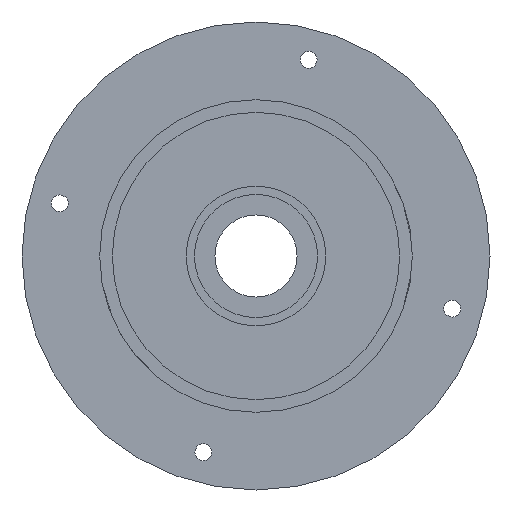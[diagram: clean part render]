
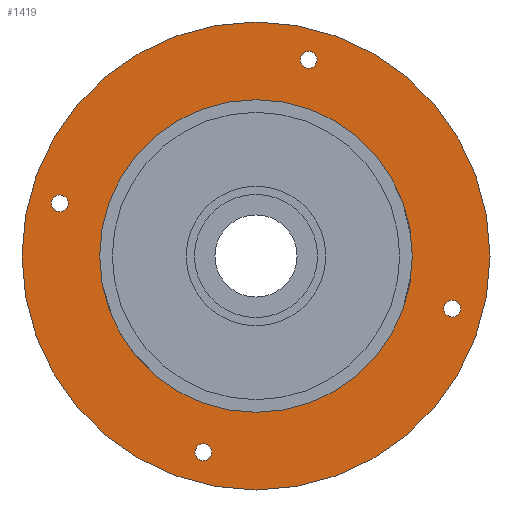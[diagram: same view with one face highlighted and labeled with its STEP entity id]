
A CAD part, front view. The second image highlights one B-rep face of the part: STEP entity #1419.
In plain terms, the highlighted planar face has unit normal (0, -1, 0).
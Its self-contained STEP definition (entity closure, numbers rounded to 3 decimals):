
#5 = FACE_BOUND ( 'NONE', #1273, .T. ) ;
#21 = AXIS2_PLACEMENT_3D ( 'NONE', #232, #1175, #456 ) ;
#54 = ORIENTED_EDGE ( 'NONE', *, *, #99, .T. ) ;
#70 = DIRECTION ( 'NONE',  ( 0., 1., 0. ) ) ;
#81 = CARTESIAN_POINT ( 'NONE',  ( 0., -30., 57. ) ) ;
#96 = EDGE_CURVE ( 'NONE', #653, #631, #997, .T. ) ;
#99 = EDGE_CURVE ( 'NONE', #775, #265, #1075, .T. ) ;
#111 = CARTESIAN_POINT ( 'NONE',  ( 12.812, -30., 47.813 ) ) ;
#125 = DIRECTION ( 'NONE',  ( 0., 0., -1. ) ) ;
#142 = CARTESIAN_POINT ( 'NONE',  ( 0., -30., -57. ) ) ;
#160 = ORIENTED_EDGE ( 'NONE', *, *, #1142, .T. ) ;
#169 = CARTESIAN_POINT ( 'NONE',  ( 0., -30., 0. ) ) ;
#174 = CARTESIAN_POINT ( 'NONE',  ( -47.813, -30., 10.762 ) ) ;
#214 = VERTEX_POINT ( 'NONE', #142 ) ;
#217 = VERTEX_POINT ( 'NONE', #1074 ) ;
#232 = CARTESIAN_POINT ( 'NONE',  ( -57., -30., 0. ) ) ;
#233 = AXIS2_PLACEMENT_3D ( 'NONE', #244, #1302, #125 ) ;
#244 = CARTESIAN_POINT ( 'NONE',  ( 0., -30., 0. ) ) ;
#265 = VERTEX_POINT ( 'NONE', #1440 ) ;
#303 = DIRECTION ( 'NONE',  ( 0., 1., 0. ) ) ;
#317 = FACE_BOUND ( 'NONE', #713, .T. ) ;
#319 = AXIS2_PLACEMENT_3D ( 'NONE', #402, #856, #979 ) ;
#339 = ORIENTED_EDGE ( 'NONE', *, *, #96, .F. ) ;
#350 = DIRECTION ( 'NONE',  ( 0., 1., 0. ) ) ;
#354 = DIRECTION ( 'NONE',  ( 0., 0., 1. ) ) ;
#367 = PLANE ( 'NONE',  #21 ) ;
#369 = AXIS2_PLACEMENT_3D ( 'NONE', #1357, #303, #1246 ) ;
#370 = DIRECTION ( 'NONE',  ( 0., 1., 0. ) ) ;
#372 = CIRCLE ( 'NONE', #974, 57. ) ;
#383 = ORIENTED_EDGE ( 'NONE', *, *, #1130, .T. ) ;
#402 = CARTESIAN_POINT ( 'NONE',  ( -12.812, -30., -47.813 ) ) ;
#404 = CARTESIAN_POINT ( 'NONE',  ( -12.812, -30., -47.813 ) ) ;
#408 = AXIS2_PLACEMENT_3D ( 'NONE', #404, #70, #1237 ) ;
#423 = EDGE_CURVE ( 'NONE', #214, #750, #1096, .T. ) ;
#438 = AXIS2_PLACEMENT_3D ( 'NONE', #169, #872, #1110 ) ;
#456 = DIRECTION ( 'NONE',  ( 0., 0., 1. ) ) ;
#457 = ORIENTED_EDGE ( 'NONE', *, *, #930, .T. ) ;
#464 = AXIS2_PLACEMENT_3D ( 'NONE', #111, #350, #1162 ) ;
#487 = CIRCLE ( 'NONE', #319, 2.05 ) ;
#489 = CARTESIAN_POINT ( 'NONE',  ( 12.812, -30., 49.863 ) ) ;
#490 = CARTESIAN_POINT ( 'NONE',  ( 0., -30., 0. ) ) ;
#493 = AXIS2_PLACEMENT_3D ( 'NONE', #1080, #1063, #354 ) ;
#497 = FACE_BOUND ( 'NONE', #555, .T. ) ;
#516 = VERTEX_POINT ( 'NONE', #489 ) ;
#517 = ORIENTED_EDGE ( 'NONE', *, *, #623, .T. ) ;
#555 = EDGE_LOOP ( 'NONE', ( #383, #160 ) ) ;
#560 = ORIENTED_EDGE ( 'NONE', *, *, #948, .T. ) ;
#589 = VERTEX_POINT ( 'NONE', #602 ) ;
#597 = DIRECTION ( 'NONE',  ( 0., 1., 0. ) ) ;
#602 = CARTESIAN_POINT ( 'NONE',  ( -12.812, -30., -49.863 ) ) ;
#609 = AXIS2_PLACEMENT_3D ( 'NONE', #822, #597, #719 ) ;
#619 = EDGE_LOOP ( 'NONE', ( #1514, #668 ) ) ;
#623 = EDGE_CURVE ( 'NONE', #217, #589, #487, .T. ) ;
#631 = VERTEX_POINT ( 'NONE', #862 ) ;
#653 = VERTEX_POINT ( 'NONE', #990 ) ;
#659 = AXIS2_PLACEMENT_3D ( 'NONE', #490, #1313, #1428 ) ;
#668 = ORIENTED_EDGE ( 'NONE', *, *, #1307, .T. ) ;
#674 = FACE_BOUND ( 'NONE', #819, .T. ) ;
#686 = CIRCLE ( 'NONE', #959, 2.05 ) ;
#713 = EDGE_LOOP ( 'NONE', ( #517, #1289 ) ) ;
#719 = DIRECTION ( 'NONE',  ( 0., 0., 1. ) ) ;
#736 = ORIENTED_EDGE ( 'NONE', *, *, #1509, .F. ) ;
#750 = VERTEX_POINT ( 'NONE', #81 ) ;
#775 = VERTEX_POINT ( 'NONE', #174 ) ;
#819 = EDGE_LOOP ( 'NONE', ( #457, #54 ) ) ;
#822 = CARTESIAN_POINT ( 'NONE',  ( -47.813, -30., 12.812 ) ) ;
#835 = VERTEX_POINT ( 'NONE', #1298 ) ;
#843 = DIRECTION ( 'NONE',  ( 0., 0., 1. ) ) ;
#856 = DIRECTION ( 'NONE',  ( 0., 1., 0. ) ) ;
#862 = CARTESIAN_POINT ( 'NONE',  ( 0., -30., 38.075 ) ) ;
#866 = VERTEX_POINT ( 'NONE', #1455 ) ;
#872 = DIRECTION ( 'NONE',  ( 0., -1., 0. ) ) ;
#910 = CIRCLE ( 'NONE', #369, 2.05 ) ;
#918 = CARTESIAN_POINT ( 'NONE',  ( -47.813, -30., 12.812 ) ) ;
#923 = DIRECTION ( 'NONE',  ( 0., 0., 1. ) ) ;
#924 = CIRCLE ( 'NONE', #408, 2.05 ) ;
#930 = EDGE_CURVE ( 'NONE', #265, #775, #1125, .T. ) ;
#948 = EDGE_CURVE ( 'NONE', #516, #1425, #969, .T. ) ;
#959 = AXIS2_PLACEMENT_3D ( 'NONE', #963, #1199, #843 ) ;
#963 = CARTESIAN_POINT ( 'NONE',  ( 12.812, -30., 47.813 ) ) ;
#967 = CIRCLE ( 'NONE', #659, 38.075 ) ;
#968 = EDGE_CURVE ( 'NONE', #1425, #516, #686, .T. ) ;
#969 = CIRCLE ( 'NONE', #464, 2.05 ) ;
#974 = AXIS2_PLACEMENT_3D ( 'NONE', #1065, #1182, #1297 ) ;
#979 = DIRECTION ( 'NONE',  ( 0., 0., 1. ) ) ;
#990 = CARTESIAN_POINT ( 'NONE',  ( 0., -30., -38.075 ) ) ;
#997 = CIRCLE ( 'NONE', #233, 38.075 ) ;
#1063 = DIRECTION ( 'NONE',  ( 0., 1., 0. ) ) ;
#1065 = CARTESIAN_POINT ( 'NONE',  ( 0., -30., 0. ) ) ;
#1074 = CARTESIAN_POINT ( 'NONE',  ( -12.812, -30., -45.763 ) ) ;
#1075 = CIRCLE ( 'NONE', #609, 2.05 ) ;
#1080 = CARTESIAN_POINT ( 'NONE',  ( 47.813, -30., -12.812 ) ) ;
#1081 = EDGE_LOOP ( 'NONE', ( #339, #736 ) ) ;
#1096 = CIRCLE ( 'NONE', #438, 57. ) ;
#1102 = AXIS2_PLACEMENT_3D ( 'NONE', #918, #370, #923 ) ;
#1110 = DIRECTION ( 'NONE',  ( 0., 0., -1. ) ) ;
#1125 = CIRCLE ( 'NONE', #1102, 2.05 ) ;
#1130 = EDGE_CURVE ( 'NONE', #835, #866, #910, .T. ) ;
#1142 = EDGE_CURVE ( 'NONE', #866, #835, #1242, .T. ) ;
#1162 = DIRECTION ( 'NONE',  ( 0., 0., 1. ) ) ;
#1175 = DIRECTION ( 'NONE',  ( 0., 1., 0. ) ) ;
#1182 = DIRECTION ( 'NONE',  ( 0., -1., 0. ) ) ;
#1199 = DIRECTION ( 'NONE',  ( 0., 1., 0. ) ) ;
#1237 = DIRECTION ( 'NONE',  ( 0., 0., 1. ) ) ;
#1242 = CIRCLE ( 'NONE', #493, 2.05 ) ;
#1246 = DIRECTION ( 'NONE',  ( 0., 0., 1. ) ) ;
#1270 = EDGE_CURVE ( 'NONE', #589, #217, #924, .T. ) ;
#1273 = EDGE_LOOP ( 'NONE', ( #560, #1384 ) ) ;
#1289 = ORIENTED_EDGE ( 'NONE', *, *, #1270, .T. ) ;
#1297 = DIRECTION ( 'NONE',  ( 0., 0., -1. ) ) ;
#1298 = CARTESIAN_POINT ( 'NONE',  ( 47.813, -30., -10.762 ) ) ;
#1302 = DIRECTION ( 'NONE',  ( 0., -1., 0. ) ) ;
#1307 = EDGE_CURVE ( 'NONE', #750, #214, #372, .T. ) ;
#1313 = DIRECTION ( 'NONE',  ( 0., -1., 0. ) ) ;
#1357 = CARTESIAN_POINT ( 'NONE',  ( 47.813, -30., -12.812 ) ) ;
#1384 = ORIENTED_EDGE ( 'NONE', *, *, #968, .T. ) ;
#1413 = CARTESIAN_POINT ( 'NONE',  ( 12.812, -30., 45.763 ) ) ;
#1419 = ADVANCED_FACE ( 'NONE', ( #1485, #497, #317, #5, #674, #1453 ), #367, .F. ) ;
#1425 = VERTEX_POINT ( 'NONE', #1413 ) ;
#1428 = DIRECTION ( 'NONE',  ( 0., 0., -1. ) ) ;
#1440 = CARTESIAN_POINT ( 'NONE',  ( -47.813, -30., 14.862 ) ) ;
#1453 = FACE_OUTER_BOUND ( 'NONE', #619, .T. ) ;
#1455 = CARTESIAN_POINT ( 'NONE',  ( 47.813, -30., -14.862 ) ) ;
#1485 = FACE_BOUND ( 'NONE', #1081, .T. ) ;
#1509 = EDGE_CURVE ( 'NONE', #631, #653, #967, .T. ) ;
#1514 = ORIENTED_EDGE ( 'NONE', *, *, #423, .T. ) ;
